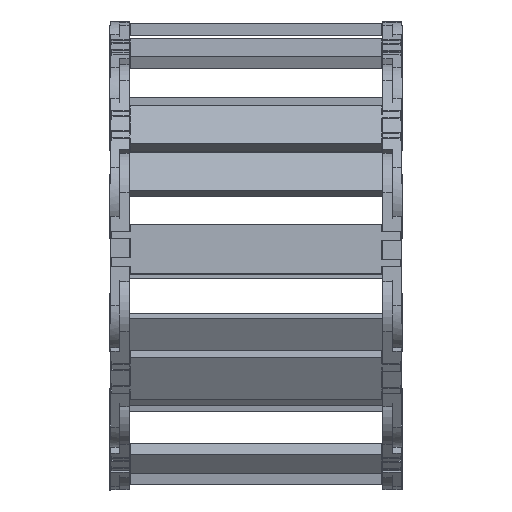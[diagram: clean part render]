
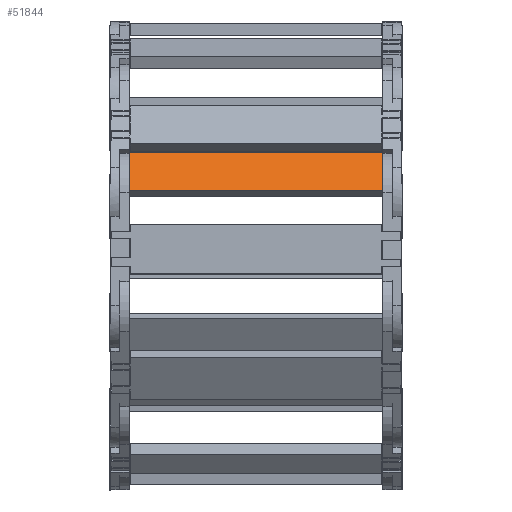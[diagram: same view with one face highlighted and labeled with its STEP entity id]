
A CAD part, left-side view. The second image highlights one B-rep face of the part: STEP entity #51844.
In plain terms, the highlighted planar face has unit normal (-0.773, 0, 0.634).
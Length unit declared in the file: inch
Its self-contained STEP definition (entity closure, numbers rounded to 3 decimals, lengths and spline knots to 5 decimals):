
#2141 = EDGE_CURVE ( 'NONE', #5991, #49751, #38213, .T. ) ;
#5179 = LINE ( 'NONE', #39846, #21000 ) ;
#5991 = VERTEX_POINT ( 'NONE', #58306 ) ;
#8086 = VECTOR ( 'NONE', #26927, 39.37008 ) ;
#10013 = ORIENTED_EDGE ( 'NONE', *, *, #2141, .T. ) ;
#13577 = VERTEX_POINT ( 'NONE', #17858 ) ;
#14107 = CARTESIAN_POINT ( 'NONE',  ( -30.2688, 2.02764, 4.50523 ) ) ;
#17858 = CARTESIAN_POINT ( 'NONE',  ( -30.76816, 0.00012, 3.89643 ) ) ;
#19014 = EDGE_CURVE ( 'NONE', #13577, #65154, #43067, .T. ) ;
#19774 = CARTESIAN_POINT ( 'NONE',  ( -30.2688, 4.05512, 4.50523 ) ) ;
#21000 = VECTOR ( 'NONE', #28187, 39.37008 ) ;
#24009 = ORIENTED_EDGE ( 'NONE', *, *, #51515, .T. ) ;
#26927 = DIRECTION ( 'NONE',  ( 0., 1., 0. ) ) ;
#28187 = DIRECTION ( 'NONE',  ( -0.634, 0., -0.773 ) ) ;
#31216 = LINE ( 'NONE', #42895, #36888 ) ;
#31511 = VECTOR ( 'NONE', #45375, 39.37008 ) ;
#32036 = PLANE ( 'NONE',  #32267 ) ;
#32040 = EDGE_LOOP ( 'NONE', ( #24009, #40808, #65531, #10013 ) ) ;
#32267 = AXIS2_PLACEMENT_3D ( 'NONE', #68197, #49924, #55381 ) ;
#36888 = VECTOR ( 'NONE', #66249, 39.37008 ) ;
#38213 = LINE ( 'NONE', #14107, #8086 ) ;
#39846 = CARTESIAN_POINT ( 'NONE',  ( -30.51848, 4.05512, 4.20083 ) ) ;
#40808 = ORIENTED_EDGE ( 'NONE', *, *, #19014, .F. ) ;
#42895 = CARTESIAN_POINT ( 'NONE',  ( -30.51848, 0.00012, 4.20083 ) ) ;
#43067 = LINE ( 'NONE', #75711, #31511 ) ;
#45375 = DIRECTION ( 'NONE',  ( 0., 1., 0. ) ) ;
#49543 = FACE_OUTER_BOUND ( 'NONE', #32040, .T. ) ;
#49751 = VERTEX_POINT ( 'NONE', #19774 ) ;
#49924 = DIRECTION ( 'NONE',  ( 0.773, 0., -0.634 ) ) ;
#51515 = EDGE_CURVE ( 'NONE', #49751, #65154, #5179, .T. ) ;
#51844 = ADVANCED_FACE ( 'NONE', ( #49543 ), #32036, .F. ) ;
#55381 = DIRECTION ( 'NONE',  ( 0., -1., 0. ) ) ;
#57239 = CARTESIAN_POINT ( 'NONE',  ( -30.76816, 4.05512, 3.89643 ) ) ;
#58306 = CARTESIAN_POINT ( 'NONE',  ( -30.2688, 0.00012, 4.50523 ) ) ;
#65154 = VERTEX_POINT ( 'NONE', #57239 ) ;
#65531 = ORIENTED_EDGE ( 'NONE', *, *, #69980, .F. ) ;
#66249 = DIRECTION ( 'NONE',  ( -0.634, 0., -0.773 ) ) ;
#68197 = CARTESIAN_POINT ( 'NONE',  ( -30.51848, 2.02764, 4.20083 ) ) ;
#69980 = EDGE_CURVE ( 'NONE', #5991, #13577, #31216, .T. ) ;
#75711 = CARTESIAN_POINT ( 'NONE',  ( -30.76816, 2.02764, 3.89643 ) ) ;
